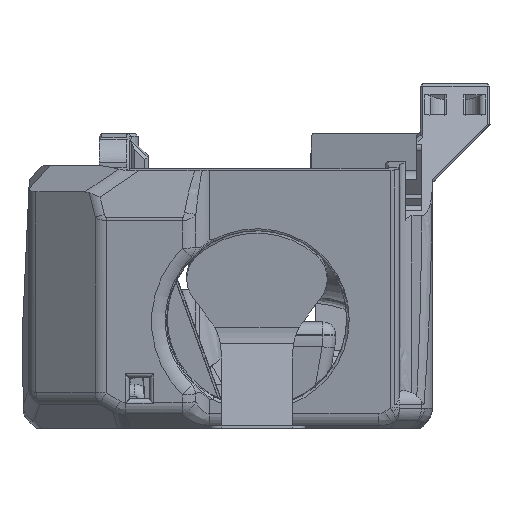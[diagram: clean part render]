
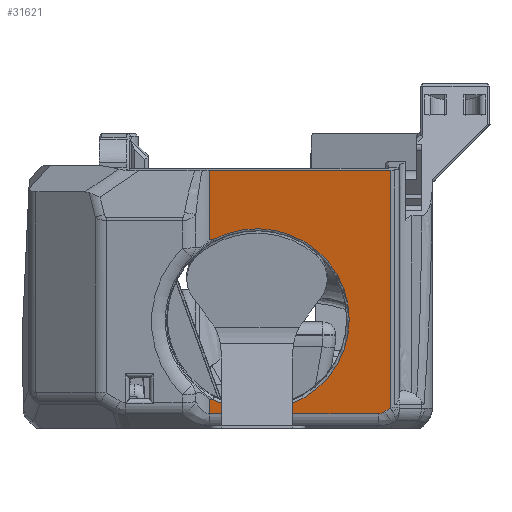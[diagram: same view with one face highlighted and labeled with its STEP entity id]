
A CAD part, left-side view. The second image highlights one B-rep face of the part: STEP entity #31621.
In plain terms, the highlighted planar face has unit normal (-0.985, 0, -0.174).
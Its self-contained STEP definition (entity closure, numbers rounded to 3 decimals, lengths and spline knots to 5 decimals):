
#724=B_SPLINE_CURVE_WITH_KNOTS('',3,(#51040,#51041,#51042,#51043),
 .UNSPECIFIED.,.F.,.F.,(4,4),(0.61821,1.),.UNSPECIFIED.);
#795=B_SPLINE_CURVE_WITH_KNOTS('',3,(#52291,#52292,#52293,#52294),
 .UNSPECIFIED.,.F.,.F.,(4,4),(0.,0.3818),.UNSPECIFIED.);
#1636=CIRCLE('',#34159,0.0144);
#2595=ELLIPSE('',#33839,0.0032,0.002);
#7137=ORIENTED_EDGE('',*,*,#14798,.T.);
#7138=ORIENTED_EDGE('',*,*,#14813,.F.);
#7139=ORIENTED_EDGE('',*,*,#14814,.F.);
#7140=ORIENTED_EDGE('',*,*,#14815,.F.);
#7141=ORIENTED_EDGE('',*,*,#14816,.T.);
#7142=ORIENTED_EDGE('',*,*,#14421,.T.);
#7143=ORIENTED_EDGE('',*,*,#14349,.F.);
#7144=ORIENTED_EDGE('',*,*,#14348,.T.);
#7145=ORIENTED_EDGE('',*,*,#14346,.T.);
#7146=ORIENTED_EDGE('',*,*,#14344,.F.);
#14344=EDGE_CURVE('',#18567,#18568,#21506,.T.);
#14346=EDGE_CURVE('',#18569,#18568,#2595,.T.);
#14348=EDGE_CURVE('',#18158,#18569,#21507,.T.);
#14349=EDGE_CURVE('',#18158,#18570,#21508,.T.);
#14421=EDGE_CURVE('',#18610,#18570,#724,.T.);
#14798=EDGE_CURVE('',#18567,#18828,#21709,.T.);
#14813=EDGE_CURVE('',#18839,#18828,#21718,.T.);
#14814=EDGE_CURVE('',#18840,#18839,#21719,.T.);
#14815=EDGE_CURVE('',#18841,#18840,#795,.F.);
#14816=EDGE_CURVE('',#18841,#18610,#1636,.T.);
#18158=VERTEX_POINT('',#47385);
#18567=VERTEX_POINT('',#50488);
#18568=VERTEX_POINT('',#50490);
#18569=VERTEX_POINT('',#50505);
#18570=VERTEX_POINT('',#50511);
#18610=VERTEX_POINT('',#51044);
#18828=VERTEX_POINT('',#52234);
#18839=VERTEX_POINT('',#52288);
#18840=VERTEX_POINT('',#52290);
#18841=VERTEX_POINT('',#52295);
#21506=LINE('',#50489,#24309);
#21507=LINE('',#50508,#24310);
#21508=LINE('',#50510,#24311);
#21709=LINE('',#52235,#24512);
#21718=LINE('',#52287,#24521);
#21719=LINE('',#52289,#24522);
#24309=VECTOR('',#38807,1.);
#24310=VECTOR('',#38816,1.);
#24311=VECTOR('',#38819,1.);
#24512=VECTOR('',#39640,1.);
#24521=VECTOR('',#39661,1.);
#24522=VECTOR('',#39662,1.);
#26794=EDGE_LOOP('',(#7137,#7138,#7139,#7140,#7141,#7142,#7143,#7144,#7145,
#7146));
#28729=FACE_BOUND('',#26794,.T.);
#30221=PLANE('',#34158);
#31621=ADVANCED_FACE('',(#28729),#30221,.F.);
#33839=AXIS2_PLACEMENT_3D('',#50504,#38810,#38811);
#34158=AXIS2_PLACEMENT_3D('',#52286,#39659,#39660);
#34159=AXIS2_PLACEMENT_3D('',#52296,#39663,#39664);
#38807=DIRECTION('',(0.097,0.829,-0.551));
#38810=DIRECTION('',(-0.985,0.,-0.174));
#38811=DIRECTION('',(-0.165,-0.304,0.938));
#38816=DIRECTION('',(0.,-1.,0.));
#38819=DIRECTION('',(-0.174,0.,0.985));
#39640=DIRECTION('',(-0.174,0.,0.985));
#39659=DIRECTION('',(0.985,0.,0.174));
#39660=DIRECTION('',(-0.174,0.,0.985));
#39661=DIRECTION('',(0.,-1.,0.));
#39662=DIRECTION('',(-0.174,0.,0.985));
#39663=DIRECTION('',(0.985,0.,0.174));
#39664=DIRECTION('',(0.174,0.,-0.985));
#47385=CARTESIAN_POINT('',(-0.02786,0.01227,0.00226));
#50488=CARTESIAN_POINT('',(-0.02803,-0.016,0.00322));
#50489=CARTESIAN_POINT('',(-0.02782,-0.0142,0.00202));
#50490=CARTESIAN_POINT('',(-0.02792,-0.01507,0.0026));
#50504=CARTESIAN_POINT('',(-0.0284,-0.01465,0.00533));
#50505=CARTESIAN_POINT('',(-0.02786,-0.01407,0.00226));
#50508=CARTESIAN_POINT('',(-0.02786,-0.01465,0.00226));
#50510=CARTESIAN_POINT('',(-0.03119,0.01227,0.0211));
#50511=CARTESIAN_POINT('',(-0.02826,0.01227,0.00448));
#51040=CARTESIAN_POINT('',(-0.02826,0.01177,0.00453));
#51041=CARTESIAN_POINT('',(-0.02826,0.01193,0.00452));
#51042=CARTESIAN_POINT('',(-0.02826,0.0121,0.0045));
#51043=CARTESIAN_POINT('',(-0.02826,0.01227,0.00448));
#51044=CARTESIAN_POINT('',(-0.02826,0.01177,0.00453));
#52234=CARTESIAN_POINT('',(-0.03457,-0.016,0.0403));
#52235=CARTESIAN_POINT('',(-0.00766,-0.016,-0.1123));
#52286=CARTESIAN_POINT('',(-0.03119,0.02485,0.0211));
#52287=CARTESIAN_POINT('',(-0.03457,0.02485,0.0403));
#52288=CARTESIAN_POINT('',(-0.03457,0.01227,0.0403));
#52289=CARTESIAN_POINT('',(-0.03119,0.01227,0.0211));
#52290=CARTESIAN_POINT('',(-0.03266,0.01227,0.02946));
#52291=CARTESIAN_POINT('',(-0.03266,0.01227,0.02946));
#52292=CARTESIAN_POINT('',(-0.03266,0.0121,0.02944));
#52293=CARTESIAN_POINT('',(-0.03265,0.01193,0.02943));
#52294=CARTESIAN_POINT('',(-0.03265,0.01177,0.02941));
#52295=CARTESIAN_POINT('',(-0.03265,0.01177,0.02941));
#52296=CARTESIAN_POINT('',(-0.03046,0.00485,0.01697));
